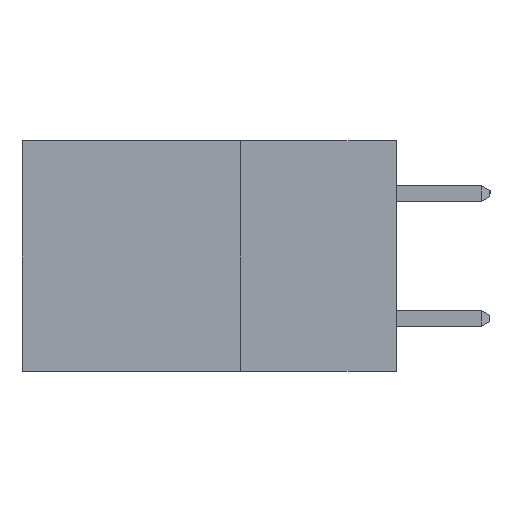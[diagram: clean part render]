
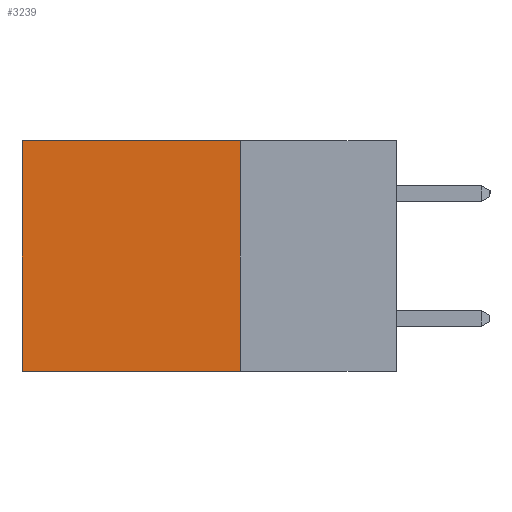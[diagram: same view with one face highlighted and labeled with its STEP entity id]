
A CAD part, left-side view. The second image highlights one B-rep face of the part: STEP entity #3239.
In plain terms, the highlighted planar face has unit normal (-1, 0, 0).
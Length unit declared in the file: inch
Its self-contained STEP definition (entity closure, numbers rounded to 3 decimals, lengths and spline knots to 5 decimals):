
#504 = VECTOR ( 'NONE', #22571, 39.37008 ) ;
#1535 = CARTESIAN_POINT ( 'NONE',  ( 0.2615, 0.25, -0.37 ) ) ;
#1571 = LINE ( 'NONE', #8698, #8563 ) ;
#2075 = EDGE_CURVE ( 'NONE', #11759, #11213, #13541, .T. ) ;
#3239 = ADVANCED_FACE ( 'NONE', ( #23331 ), #13937, .F. ) ;
#3617 = LINE ( 'NONE', #1535, #3886 ) ;
#3886 = VECTOR ( 'NONE', #14613, 39.37008 ) ;
#4836 = AXIS2_PLACEMENT_3D ( 'NONE', #6610, #8216, #21501 ) ;
#6610 = CARTESIAN_POINT ( 'NONE',  ( 0.2615, 0.25, -0.37 ) ) ;
#6869 = EDGE_LOOP ( 'NONE', ( #18876, #9845, #15508, #12155 ) ) ;
#7595 = CARTESIAN_POINT ( 'NONE',  ( 0.2615, 0.6, 0. ) ) ;
#8216 = DIRECTION ( 'NONE',  ( 1., 0., 0. ) ) ;
#8563 = VECTOR ( 'NONE', #21998, 39.37008 ) ;
#8698 = CARTESIAN_POINT ( 'NONE',  ( 0.2615, 0.25, -0.37 ) ) ;
#9406 = VERTEX_POINT ( 'NONE', #22760 ) ;
#9845 = ORIENTED_EDGE ( 'NONE', *, *, #15823, .F. ) ;
#10856 = VERTEX_POINT ( 'NONE', #13974 ) ;
#11065 = VECTOR ( 'NONE', #18447, 39.37008 ) ;
#11213 = VERTEX_POINT ( 'NONE', #7595 ) ;
#11570 = CARTESIAN_POINT ( 'NONE',  ( 0.2615, 0.25, 0. ) ) ;
#11759 = VERTEX_POINT ( 'NONE', #17298 ) ;
#12155 = ORIENTED_EDGE ( 'NONE', *, *, #2075, .T. ) ;
#13541 = LINE ( 'NONE', #11570, #504 ) ;
#13937 = PLANE ( 'NONE',  #4836 ) ;
#13974 = CARTESIAN_POINT ( 'NONE',  ( 0.2615, 0.25, -0.37 ) ) ;
#14382 = EDGE_CURVE ( 'NONE', #11759, #10856, #3617, .T. ) ;
#14613 = DIRECTION ( 'NONE',  ( 0., 0., -1. ) ) ;
#15508 = ORIENTED_EDGE ( 'NONE', *, *, #14382, .F. ) ;
#15823 = EDGE_CURVE ( 'NONE', #10856, #9406, #1571, .T. ) ;
#16745 = CARTESIAN_POINT ( 'NONE',  ( 0.2615, 0.6, -0.37 ) ) ;
#17098 = LINE ( 'NONE', #16745, #11065 ) ;
#17298 = CARTESIAN_POINT ( 'NONE',  ( 0.2615, 0.25, 0. ) ) ;
#18447 = DIRECTION ( 'NONE',  ( 0., 0., -1. ) ) ;
#18876 = ORIENTED_EDGE ( 'NONE', *, *, #20960, .T. ) ;
#20960 = EDGE_CURVE ( 'NONE', #11213, #9406, #17098, .T. ) ;
#21501 = DIRECTION ( 'NONE',  ( 0., 0., -1. ) ) ;
#21998 = DIRECTION ( 'NONE',  ( 0., 1., 0. ) ) ;
#22571 = DIRECTION ( 'NONE',  ( 0., 1., 0. ) ) ;
#22760 = CARTESIAN_POINT ( 'NONE',  ( 0.2615, 0.6, -0.37 ) ) ;
#23331 = FACE_OUTER_BOUND ( 'NONE', #6869, .T. ) ;
